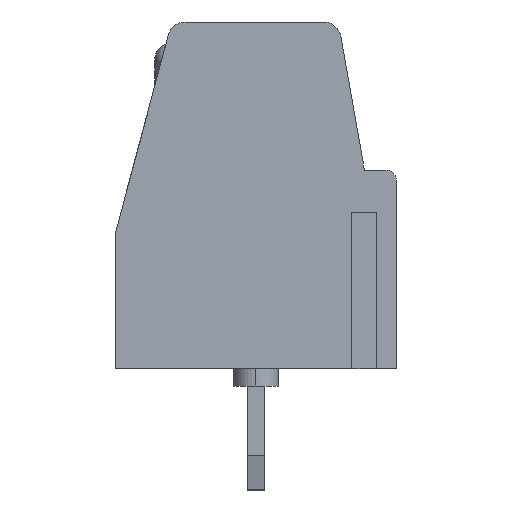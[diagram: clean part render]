
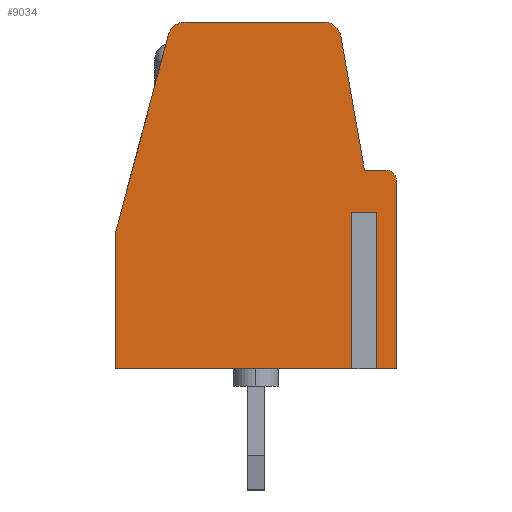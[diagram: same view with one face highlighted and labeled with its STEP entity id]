
A CAD part, left-side view. The second image highlights one B-rep face of the part: STEP entity #9034.
In plain terms, the highlighted planar face has unit normal (-1, 0, 0).
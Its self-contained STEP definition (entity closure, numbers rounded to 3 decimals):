
#8784=CARTESIAN_POINT('',(-30.48,-2.913,0.));
#8785=VERTEX_POINT('',#8784);
#8802=CARTESIAN_POINT('',(-30.48,-2.913,4.5));
#8803=VERTEX_POINT('',#8802);
#8810=CARTESIAN_POINT('',(-30.48,-2.913,4.5));
#8811=DIRECTION('',(0.0,0.0,-1.0));
#8812=VECTOR('',#8811,4.5);
#8813=LINE('',#8810,#8812);
#8814=EDGE_CURVE('',#8803,#8785,#8813,.T.);
#8921=CARTESIAN_POINT('',(-30.48,-4.455,-0.5));
#8922=DIRECTION('',(1.0,0.0,0.0));
#8923=DIRECTION('',(0.0,1.0,0.0));
#8924=AXIS2_PLACEMENT_3D('',#8921,#8922,#8923);
#8925=PLANE('',#8924);
#8926=CARTESIAN_POINT('',(-30.48,2.524,9.629));
#8927=VERTEX_POINT('',#8926);
#8928=CARTESIAN_POINT('',(-30.48,4.05,3.935));
#8929=VERTEX_POINT('',#8928);
#8930=CARTESIAN_POINT('',(-30.48,2.524,9.629));
#8931=DIRECTION('',(0.0,0.259,-0.966));
#8932=VECTOR('',#8931,5.895);
#8933=LINE('',#8930,#8932);
#8934=EDGE_CURVE('',#8927,#8929,#8933,.T.);
#8935=ORIENTED_EDGE('',*,*,#8934,.T.);
#8936=CARTESIAN_POINT('',(-30.48,4.05,0.));
#8937=VERTEX_POINT('',#8936);
#8938=CARTESIAN_POINT('',(-30.48,4.05,3.935));
#8939=DIRECTION('',(0.0,0.0,-1.0));
#8940=VECTOR('',#8939,3.935);
#8941=LINE('',#8938,#8940);
#8942=EDGE_CURVE('',#8929,#8937,#8941,.T.);
#8943=ORIENTED_EDGE('',*,*,#8942,.T.);
#8944=CARTESIAN_POINT('',(-30.48,4.05,0.));
#8945=DIRECTION('',(0.0,-1.0,0.0));
#8946=VECTOR('',#8945,6.963);
#8947=LINE('',#8944,#8946);
#8948=EDGE_CURVE('',#8937,#8785,#8947,.T.);
#8949=ORIENTED_EDGE('',*,*,#8948,.T.);
#8950=ORIENTED_EDGE('',*,*,#8814,.F.);
#8951=CARTESIAN_POINT('',(-30.48,-3.327,4.5));
#8952=VERTEX_POINT('',#8951);
#8953=CARTESIAN_POINT('',(-30.48,-2.913,4.5));
#8954=DIRECTION('',(0.0,-1.0,0.0));
#8955=VECTOR('',#8954,0.414);
#8956=LINE('',#8953,#8955);
#8957=EDGE_CURVE('',#8803,#8952,#8956,.T.);
#8958=ORIENTED_EDGE('',*,*,#8957,.T.);
#8959=CARTESIAN_POINT('',(-30.48,-3.327,0.));
#8960=VERTEX_POINT('',#8959);
#8961=CARTESIAN_POINT('',(-30.48,-3.327,0.));
#8962=DIRECTION('',(0.0,0.0,1.0));
#8963=VECTOR('',#8962,4.5);
#8964=LINE('',#8961,#8963);
#8965=EDGE_CURVE('',#8960,#8952,#8964,.T.);
#8966=ORIENTED_EDGE('',*,*,#8965,.F.);
#8967=CARTESIAN_POINT('',(-30.48,-4.05,0.));
#8968=VERTEX_POINT('',#8967);
#8969=CARTESIAN_POINT('',(-30.48,-3.327,0.));
#8970=DIRECTION('',(0.0,-1.0,0.0));
#8971=VECTOR('',#8970,0.723);
#8972=LINE('',#8969,#8971);
#8973=EDGE_CURVE('',#8960,#8968,#8972,.T.);
#8974=ORIENTED_EDGE('',*,*,#8973,.T.);
#8975=CARTESIAN_POINT('',(-30.48,-4.05,5.43));
#8976=VERTEX_POINT('',#8975);
#8977=CARTESIAN_POINT('',(-30.48,-4.05,0.));
#8978=DIRECTION('',(0.0,0.0,1.0));
#8979=VECTOR('',#8978,5.43);
#8980=LINE('',#8977,#8979);
#8981=EDGE_CURVE('',#8968,#8976,#8980,.T.);
#8982=ORIENTED_EDGE('',*,*,#8981,.T.);
#8983=CARTESIAN_POINT('',(-30.48,-3.75,5.73));
#8984=VERTEX_POINT('',#8983);
#8985=CARTESIAN_POINT('',(-30.48,-3.75,5.43));
#8986=DIRECTION('',(1.0,0.0,0.0));
#8987=DIRECTION('',(0.0,1.0,0.0));
#8988=AXIS2_PLACEMENT_3D('',#8985,#8986,#8987);
#8989=CIRCLE('',#8988,0.3);
#8990=EDGE_CURVE('',#8984,#8976,#8989,.T.);
#8991=ORIENTED_EDGE('',*,*,#8990,.F.);
#8992=CARTESIAN_POINT('',(-30.48,-3.128,5.73));
#8993=VERTEX_POINT('',#8992);
#8994=CARTESIAN_POINT('',(-30.48,-3.75,5.73));
#8995=DIRECTION('',(0.0,1.0,0.0));
#8996=VECTOR('',#8995,0.622);
#8997=LINE('',#8994,#8996);
#8998=EDGE_CURVE('',#8984,#8993,#8997,.T.);
#8999=ORIENTED_EDGE('',*,*,#8998,.T.);
#9000=CARTESIAN_POINT('',(-30.48,-2.448,9.587));
#9001=VERTEX_POINT('',#9000);
#9002=CARTESIAN_POINT('',(-30.48,-3.128,5.73));
#9003=DIRECTION('',(0.0,0.174,0.985));
#9004=VECTOR('',#9003,3.916);
#9005=LINE('',#9002,#9004);
#9006=EDGE_CURVE('',#8993,#9001,#9005,.T.);
#9007=ORIENTED_EDGE('',*,*,#9006,.T.);
#9008=CARTESIAN_POINT('',(-30.48,-1.955,10.));
#9009=VERTEX_POINT('',#9008);
#9010=CARTESIAN_POINT('',(-30.48,-1.955,9.5));
#9011=DIRECTION('',(1.0,0.0,0.0));
#9012=DIRECTION('',(0.0,1.0,0.0));
#9013=AXIS2_PLACEMENT_3D('',#9010,#9011,#9012);
#9014=CIRCLE('',#9013,0.5);
#9015=EDGE_CURVE('',#9009,#9001,#9014,.T.);
#9016=ORIENTED_EDGE('',*,*,#9015,.F.);
#9017=CARTESIAN_POINT('',(-30.48,2.041,10.));
#9018=VERTEX_POINT('',#9017);
#9019=CARTESIAN_POINT('',(-30.48,-1.955,10.));
#9020=DIRECTION('',(0.0,1.0,0.0));
#9021=VECTOR('',#9020,3.997);
#9022=LINE('',#9019,#9021);
#9023=EDGE_CURVE('',#9009,#9018,#9022,.T.);
#9024=ORIENTED_EDGE('',*,*,#9023,.T.);
#9025=CARTESIAN_POINT('',(-30.48,2.041,9.5));
#9026=DIRECTION('',(1.0,0.0,0.0));
#9027=DIRECTION('',(0.0,1.0,0.0));
#9028=AXIS2_PLACEMENT_3D('',#9025,#9026,#9027);
#9029=CIRCLE('',#9028,0.5);
#9030=EDGE_CURVE('',#8927,#9018,#9029,.T.);
#9031=ORIENTED_EDGE('',*,*,#9030,.F.);
#9032=EDGE_LOOP('',(#8935,#8943,#8949,#8950,#8958,#8966,#8974,#8982,#8991,#8999,#9007,#9016,#9024,#9031));
#9033=FACE_OUTER_BOUND('',#9032,.T.);
#9034=ADVANCED_FACE('',(#9033),#8925,.F.);
